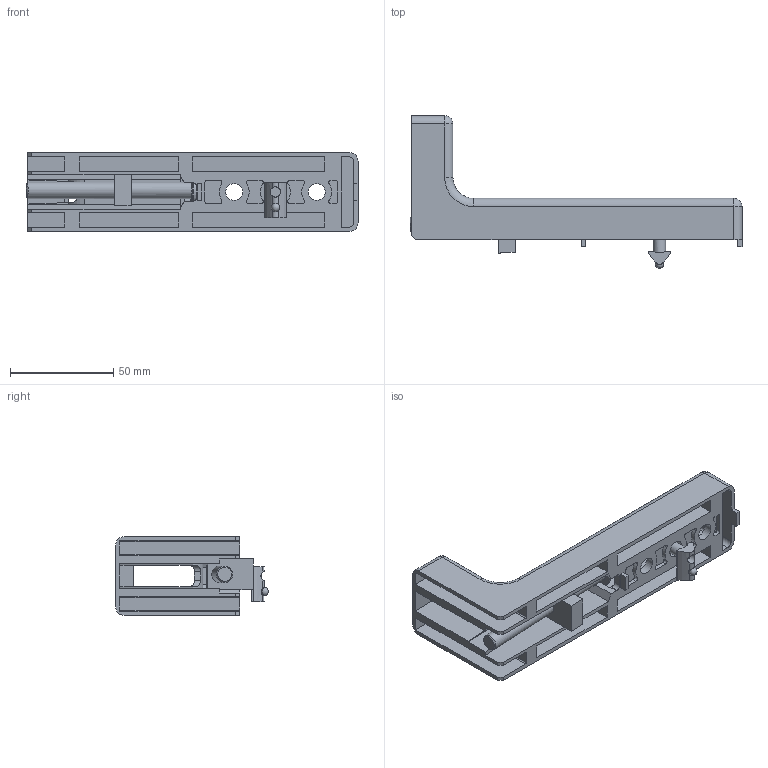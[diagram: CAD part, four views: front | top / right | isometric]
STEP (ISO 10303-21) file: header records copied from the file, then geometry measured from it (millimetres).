
FILE_DESCRIPTION(/* description */ ('STEP AP214'),/* implementation_level */ '2;1');
FILE_NAME(/* name */ '093B1601N08SS02',/* time_stamp */ '2022-08-09T16:11:45+02:00',/* author */ ('License CC BY-ND 4.0'),/* organization */ ('CADENAS'),/* preprocessor_version */ 'ST-DEVELOPER v18.102',/* originating_system */ 'PARTsolutions',/* authorisation */ ' ');
FILE_SCHEMA (('AUTOMOTIVE_DESIGN {1 0 10303 214 3 1 1}'));
Length unit declared in the file: millimetre
Products named in the file (4): 093B1601N08SS02; 093B1601N08SS02p3; 093B1601N08SS02p2; 093B1601N08SS02p1
Assembly tree (3 placements, depth 2):
  093B1601N08SS02
    093B1601N08SS02p3
    093B1601N08SS02p2
    093B1601N08SS02p1
Bounding box: 160.79 x 73.84 x 38 mm (x, y, z)
Volume: 62257.5 mm3; surface area: 49436.8 mm2
Topology: 3 solids, 3 shells, 224 faces, 595 edges, 386 vertices
Faces by surface type: plane 141, cylinder 67, torus 9, sphere 5, cone 2
Full cylindrical faces by diameter (mm): 4.05 x1, 5 x1, 6 x1, 8 x2, 8.22 x3, 13 x1
Entity records: 6908 total; most frequent: CARTESIAN_POINT 1244, DIRECTION 1162, ORIENTED_EDGE 1130, EDGE_CURVE 565, LINE 400, VECTOR 400, AXIS2_PLACEMENT_3D 381, VERTEX_POINT 379
